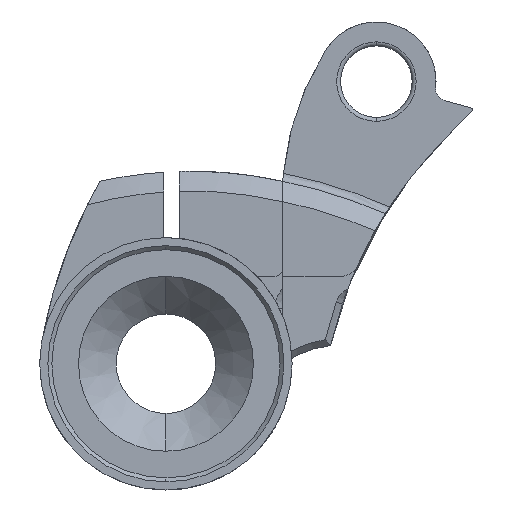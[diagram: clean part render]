
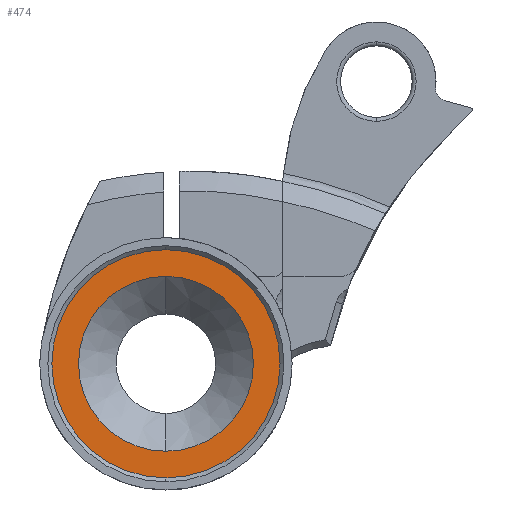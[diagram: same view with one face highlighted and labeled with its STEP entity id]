
A CAD part, left-side view. The second image highlights one B-rep face of the part: STEP entity #474.
In plain terms, the highlighted planar face has unit normal (-1, 0, 0).
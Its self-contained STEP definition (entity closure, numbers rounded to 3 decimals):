
#113 = CARTESIAN_POINT ( 'NONE',  ( 9.9, 0., 0. ) ) ;
#332 = ORIENTED_EDGE ( 'NONE', *, *, #3834, .T. ) ;
#353 = FACE_BOUND ( 'NONE', #2718, .T. ) ;
#474 = ADVANCED_FACE ( 'NONE', ( #353, #1343 ), #1765, .F. ) ;
#608 = CIRCLE ( 'NONE', #3535, 14.35 ) ;
#775 = DIRECTION ( 'NONE',  ( 1., 0., 0. ) ) ;
#779 = CARTESIAN_POINT ( 'NONE',  ( 9.9, 0., -11. ) ) ;
#931 = AXIS2_PLACEMENT_3D ( 'NONE', #1929, #4241, #2258 ) ;
#1124 = ORIENTED_EDGE ( 'NONE', *, *, #3613, .F. ) ;
#1128 = CARTESIAN_POINT ( 'NONE',  ( 9.9, 0., 0. ) ) ;
#1157 = CARTESIAN_POINT ( 'NONE',  ( 9.9, 0., 14.35 ) ) ;
#1270 = CARTESIAN_POINT ( 'NONE',  ( 9.9, 0., 11. ) ) ;
#1290 = EDGE_CURVE ( 'NONE', #3104, #3243, #1307, .T. ) ;
#1307 = CIRCLE ( 'NONE', #3122, 11. ) ;
#1343 = FACE_OUTER_BOUND ( 'NONE', #2297, .T. ) ;
#1379 = DIRECTION ( 'NONE',  ( 1., 0., 0. ) ) ;
#1380 = CARTESIAN_POINT ( 'NONE',  ( 9.9, 0., 0. ) ) ;
#1438 = AXIS2_PLACEMENT_3D ( 'NONE', #1128, #3448, #1457 ) ;
#1457 = DIRECTION ( 'NONE',  ( 0., 0., -1. ) ) ;
#1576 = VERTEX_POINT ( 'NONE', #3791 ) ;
#1658 = ORIENTED_EDGE ( 'NONE', *, *, #1290, .T. ) ;
#1723 = DIRECTION ( 'NONE',  ( 0., 0., -1. ) ) ;
#1765 = PLANE ( 'NONE',  #3814 ) ;
#1864 = CIRCLE ( 'NONE', #1438, 11. ) ;
#1919 = CIRCLE ( 'NONE', #931, 14.35 ) ;
#1929 = CARTESIAN_POINT ( 'NONE',  ( 9.9, 0., 0. ) ) ;
#2258 = DIRECTION ( 'NONE',  ( 0., 0., -1. ) ) ;
#2297 = EDGE_LOOP ( 'NONE', ( #1124, #3230 ) ) ;
#2630 = EDGE_CURVE ( 'NONE', #3915, #1576, #608, .T. ) ;
#2718 = EDGE_LOOP ( 'NONE', ( #332, #1658 ) ) ;
#3086 = DIRECTION ( 'NONE',  ( 0., 0., -1. ) ) ;
#3104 = VERTEX_POINT ( 'NONE', #779 ) ;
#3122 = AXIS2_PLACEMENT_3D ( 'NONE', #1380, #3705, #1723 ) ;
#3230 = ORIENTED_EDGE ( 'NONE', *, *, #2630, .F. ) ;
#3243 = VERTEX_POINT ( 'NONE', #1270 ) ;
#3370 = CARTESIAN_POINT ( 'NONE',  ( 9.9, 0., 0. ) ) ;
#3448 = DIRECTION ( 'NONE',  ( 1., 0., 0. ) ) ;
#3535 = AXIS2_PLACEMENT_3D ( 'NONE', #3370, #1379, #3704 ) ;
#3613 = EDGE_CURVE ( 'NONE', #1576, #3915, #1919, .T. ) ;
#3704 = DIRECTION ( 'NONE',  ( 0., 0., -1. ) ) ;
#3705 = DIRECTION ( 'NONE',  ( 1., 0., 0. ) ) ;
#3791 = CARTESIAN_POINT ( 'NONE',  ( 9.9, 0., -14.35 ) ) ;
#3814 = AXIS2_PLACEMENT_3D ( 'NONE', #113, #775, #3086 ) ;
#3834 = EDGE_CURVE ( 'NONE', #3243, #3104, #1864, .T. ) ;
#3915 = VERTEX_POINT ( 'NONE', #1157 ) ;
#4241 = DIRECTION ( 'NONE',  ( 1., 0., 0. ) ) ;
